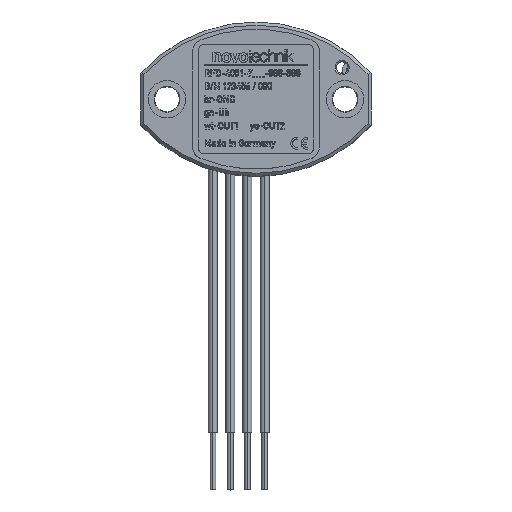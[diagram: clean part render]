
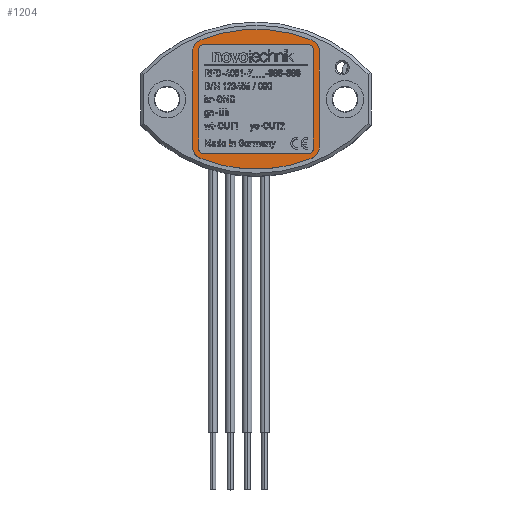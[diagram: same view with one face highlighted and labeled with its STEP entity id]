
A CAD part, top view. The second image highlights one B-rep face of the part: STEP entity #1204.
In plain terms, the highlighted planar face has unit normal (0, 0, 1).
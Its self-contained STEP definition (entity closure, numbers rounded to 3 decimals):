
#28 = VERTEX_POINT ( 'NONE', #35718 ) ;
#249 = LINE ( 'NONE', #5996, #1580 ) ;
#468 = DIRECTION ( 'NONE',  ( 1., 0., 0. ) ) ;
#575 = VECTOR ( 'NONE', #45532, 1000. ) ;
#695 = ORIENTED_EDGE ( 'NONE', *, *, #11258, .T. ) ;
#1204 = ADVANCED_FACE ( 'NONE', ( #50855 ), #25773, .T. ) ;
#1580 = VECTOR ( 'NONE', #47330, 1000. ) ;
#2051 = CARTESIAN_POINT ( 'NONE',  ( -10.85, 9.188, 6.6 ) ) ;
#2235 = CARTESIAN_POINT ( 'NONE',  ( 9.753, 10.266, 6.6 ) ) ;
#2353 = EDGE_CURVE ( 'NONE', #26785, #51219, #24985, .T. ) ;
#2363 = CARTESIAN_POINT ( 'NONE',  ( 10.411, -9.841, 6.6 ) ) ;
#2672 = CARTESIAN_POINT ( 'NONE',  ( -10.413, -9.84, 6.6 ) ) ;
#2860 = VERTEX_POINT ( 'NONE', #16226 ) ;
#3558 = ORIENTED_EDGE ( 'NONE', *, *, #21548, .T. ) ;
#4701 = EDGE_CURVE ( 'NONE', #18624, #28, #39139, .T. ) ;
#5732 = ORIENTED_EDGE ( 'NONE', *, *, #2353, .T. ) ;
#5996 = CARTESIAN_POINT ( 'NONE',  ( -10.995, -14.1, 6.6 ) ) ;
#6252 = CARTESIAN_POINT ( 'NONE',  ( -10.995, 8.615, 6.6 ) ) ;
#6564 = CARTESIAN_POINT ( 'NONE',  ( 10.764, -9.368, 6.6 ) ) ;
#6672 = CARTESIAN_POINT ( 'NONE',  ( -10.995, -8.416, 6.6 ) ) ;
#6871 = CARTESIAN_POINT ( 'NONE',  ( -9.937, -10.191, 6.6 ) ) ;
#10455 = CARTESIAN_POINT ( 'NONE',  ( 10.995, 8.615, 6.6 ) ) ;
#10743 = CARTESIAN_POINT ( 'NONE',  ( 10.965, -8.813, 6.6 ) ) ;
#10880 = CARTESIAN_POINT ( 'NONE',  ( -10.995, -8.416, 6.6 ) ) ;
#11258 = EDGE_CURVE ( 'NONE', #48165, #18624, #16333, .T. ) ;
#11396 = EDGE_LOOP ( 'NONE', ( #5732, #50289, #35034, #3558, #695, #35847, #27646, #52443 ) ) ;
#11439 = VERTEX_POINT ( 'NONE', #6672 ) ;
#11625 = LINE ( 'NONE', #41396, #575 ) ;
#13804 = CARTESIAN_POINT ( 'NONE',  ( 0., -13.549, 6.6 ) ) ;
#14418 = AXIS2_PLACEMENT_3D ( 'NONE', #43526, #18818, #47688 ) ;
#14613 = CARTESIAN_POINT ( 'NONE',  ( 10.966, 8.808, 6.6 ) ) ;
#14865 = EDGE_CURVE ( 'NONE', #28, #11439, #249, .T. ) ;
#14899 = CARTESIAN_POINT ( 'NONE',  ( 10.995, -8.416, 6.6 ) ) ;
#15033 = CARTESIAN_POINT ( 'NONE',  ( -10.995, -8.615, 6.6 ) ) ;
#16226 = CARTESIAN_POINT ( 'NONE',  ( 10.995, 8.416, 6.6 ) ) ;
#16333 = CIRCLE ( 'NONE', #46265, 25.735 ) ;
#17509 = AXIS2_PLACEMENT_3D ( 'NONE', #49971, #25279, #468 ) ;
#17939 = DIRECTION ( 'NONE',  ( 1., 0., 0. ) ) ;
#18114 = EDGE_CURVE ( 'NONE', #22100, #2860, #11625, .T. ) ;
#18353 = CARTESIAN_POINT ( 'NONE',  ( 9.753, -10.266, 6.6 ) ) ;
#18624 = VERTEX_POINT ( 'NONE', #26414 ) ;
#18751 = CARTESIAN_POINT ( 'NONE',  ( 10.766, 9.365, 6.6 ) ) ;
#18818 = DIRECTION ( 'NONE',  ( 0., 0., 1. ) ) ;
#18863 = CARTESIAN_POINT ( 'NONE',  ( 9.937, -10.191, 6.6 ) ) ;
#21548 = EDGE_CURVE ( 'NONE', #2860, #48165, #33697, .T. ) ;
#22100 = VERTEX_POINT ( 'NONE', #25748 ) ;
#22564 = CARTESIAN_POINT ( 'NONE',  ( 9.753, -10.266, 6.6 ) ) ;
#22707 = CARTESIAN_POINT ( 'NONE',  ( -10.411, 9.841, 6.6 ) ) ;
#22903 = CARTESIAN_POINT ( 'NONE',  ( 10.413, 9.84, 6.6 ) ) ;
#23332 = CARTESIAN_POINT ( 'NONE',  ( -10.851, -9.186, 6.6 ) ) ;
#24985 = CIRCLE ( 'NONE', #14418, 25.735 ) ;
#25279 = DIRECTION ( 'NONE',  ( 0., 0., 1. ) ) ;
#25748 = CARTESIAN_POINT ( 'NONE',  ( 10.995, -8.416, 6.6 ) ) ;
#25773 = PLANE ( 'NONE',  #17509 ) ;
#26414 = CARTESIAN_POINT ( 'NONE',  ( -9.753, 10.266, 6.6 ) ) ;
#26785 = VERTEX_POINT ( 'NONE', #41361 ) ;
#26882 = CARTESIAN_POINT ( 'NONE',  ( -10.764, 9.368, 6.6 ) ) ;
#27084 = CARTESIAN_POINT ( 'NONE',  ( 9.937, 10.191, 6.6 ) ) ;
#27212 = CARTESIAN_POINT ( 'NONE',  ( 10.105, -10.091, 6.6 ) ) ;
#27520 = CARTESIAN_POINT ( 'NONE',  ( -10.547, -9.692, 6.6 ) ) ;
#27646 = ORIENTED_EDGE ( 'NONE', *, *, #14865, .T. ) ;
#30326 = CARTESIAN_POINT ( 'NONE',  ( 9.753, 10.266, 6.6 ) ) ;
#31019 = CARTESIAN_POINT ( 'NONE',  ( -10.965, 8.813, 6.6 ) ) ;
#31322 = CARTESIAN_POINT ( 'NONE',  ( 10.545, -9.695, 6.6 ) ) ;
#31350 = EDGE_CURVE ( 'NONE', #51219, #22100, #36066, .T. ) ;
#31634 = CARTESIAN_POINT ( 'NONE',  ( -10.109, -10.088, 6.6 ) ) ;
#33697 = B_SPLINE_CURVE_WITH_KNOTS ( 'NONE', 3,
 ( #35166, #10455, #14613, #43452, #18751, #47607, #22903, #51735, #27084, #2235 ),
 .UNSPECIFIED., .F., .F.,
 ( 4, 2, 2, 2, 4 ),
 ( 0., 0.001, 0.001, 0.002, 0.002 ),
 .UNSPECIFIED. ) ;
#35034 = ORIENTED_EDGE ( 'NONE', *, *, #18114, .T. ) ;
#35145 = CARTESIAN_POINT ( 'NONE',  ( -10.995, 8.416, 6.6 ) ) ;
#35166 = CARTESIAN_POINT ( 'NONE',  ( 10.995, 8.416, 6.6 ) ) ;
#35469 = CARTESIAN_POINT ( 'NONE',  ( 10.85, -9.188, 6.6 ) ) ;
#35718 = CARTESIAN_POINT ( 'NONE',  ( -10.995, 8.416, 6.6 ) ) ;
#35775 = CARTESIAN_POINT ( 'NONE',  ( -9.753, -10.266, 6.6 ) ) ;
#35847 = ORIENTED_EDGE ( 'NONE', *, *, #4701, .T. ) ;
#36066 = B_SPLINE_CURVE_WITH_KNOTS ( 'NONE', 3,
 ( #18353, #18863, #27212, #2363, #31322, #6564, #35469, #10743, #39608, #14899 ),
 .UNSPECIFIED., .F., .F.,
 ( 4, 2, 2, 2, 4 ),
 ( 0., 0.001, 0.001, 0.002, 0.002 ),
 .UNSPECIFIED. ) ;
#38962 = CARTESIAN_POINT ( 'NONE',  ( -9.753, 10.266, 6.6 ) ) ;
#39139 = B_SPLINE_CURVE_WITH_KNOTS ( 'NONE', 3,
 ( #38962, #43252, #47412, #22707, #51537, #26882, #2051, #31019, #6252, #35145 ),
 .UNSPECIFIED., .F., .F.,
 ( 4, 2, 2, 2, 4 ),
 ( 0., 0.001, 0.001, 0.002, 0.002 ),
 .UNSPECIFIED. ) ;
#39608 = CARTESIAN_POINT ( 'NONE',  ( 10.995, -8.615, 6.6 ) ) ;
#41361 = CARTESIAN_POINT ( 'NONE',  ( -9.753, -10.266, 6.6 ) ) ;
#41396 = CARTESIAN_POINT ( 'NONE',  ( 10.995, -14.1, 6.6 ) ) ;
#41545 = EDGE_CURVE ( 'NONE', #11439, #26785, #51054, .T. ) ;
#42627 = DIRECTION ( 'NONE',  ( 0., 0., 1. ) ) ;
#43252 = CARTESIAN_POINT ( 'NONE',  ( -9.937, 10.191, 6.6 ) ) ;
#43452 = CARTESIAN_POINT ( 'NONE',  ( 10.851, 9.186, 6.6 ) ) ;
#43526 = CARTESIAN_POINT ( 'NONE',  ( 0., 13.549, 6.6 ) ) ;
#45532 = DIRECTION ( 'NONE',  ( 0., 1., 0. ) ) ;
#46265 = AXIS2_PLACEMENT_3D ( 'NONE', #13804, #42627, #17939 ) ;
#47330 = DIRECTION ( 'NONE',  ( 0., -1., 0. ) ) ;
#47412 = CARTESIAN_POINT ( 'NONE',  ( -10.105, 10.091, 6.6 ) ) ;
#47607 = CARTESIAN_POINT ( 'NONE',  ( 10.547, 9.692, 6.6 ) ) ;
#47688 = DIRECTION ( 'NONE',  ( 1., 0., 0. ) ) ;
#48043 = CARTESIAN_POINT ( 'NONE',  ( -10.966, -8.808, 6.6 ) ) ;
#48165 = VERTEX_POINT ( 'NONE', #30326 ) ;
#49971 = CARTESIAN_POINT ( 'NONE',  ( 0., -14.1, 6.6 ) ) ;
#50289 = ORIENTED_EDGE ( 'NONE', *, *, #31350, .T. ) ;
#50855 = FACE_OUTER_BOUND ( 'NONE', #11396, .T. ) ;
#51054 = B_SPLINE_CURVE_WITH_KNOTS ( 'NONE', 3,
 ( #10880, #15033, #48043, #23332, #52165, #27520, #2672, #31634, #6871, #35775 ),
 .UNSPECIFIED., .F., .F.,
 ( 4, 2, 2, 2, 4 ),
 ( 0., 0.001, 0.001, 0.002, 0.002 ),
 .UNSPECIFIED. ) ;
#51219 = VERTEX_POINT ( 'NONE', #22564 ) ;
#51537 = CARTESIAN_POINT ( 'NONE',  ( -10.545, 9.695, 6.6 ) ) ;
#51735 = CARTESIAN_POINT ( 'NONE',  ( 10.109, 10.088, 6.6 ) ) ;
#52165 = CARTESIAN_POINT ( 'NONE',  ( -10.766, -9.365, 6.6 ) ) ;
#52443 = ORIENTED_EDGE ( 'NONE', *, *, #41545, .T. ) ;
